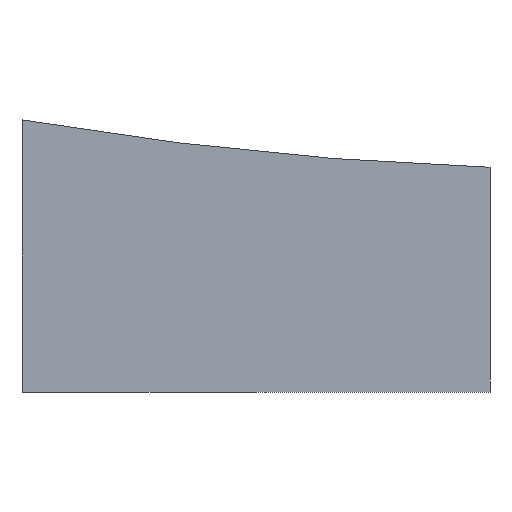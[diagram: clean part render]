
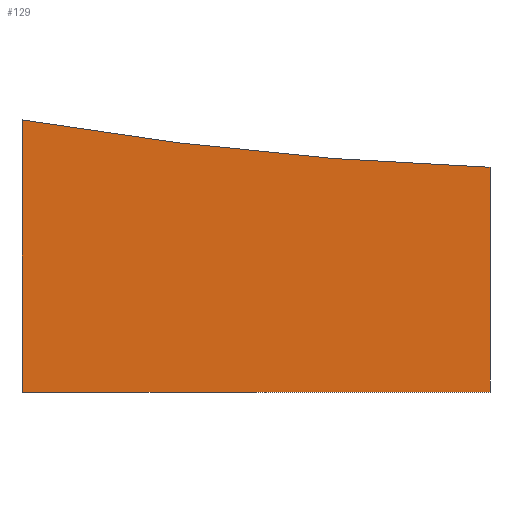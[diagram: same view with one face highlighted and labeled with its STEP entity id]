
A CAD part, front view. The second image highlights one B-rep face of the part: STEP entity #129.
In plain terms, the highlighted planar face has unit normal (0, -1, 0).
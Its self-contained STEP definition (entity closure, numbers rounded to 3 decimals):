
#6 = DIRECTION ( 'NONE',  ( -1., 0., 0. ) ) ;
#14 = VERTEX_POINT ( 'NONE', #156 ) ;
#17 = ORIENTED_EDGE ( 'NONE', *, *, #81, .T. ) ;
#25 = VECTOR ( 'NONE', #56, 1000. ) ;
#29 = CARTESIAN_POINT ( 'NONE',  ( 10., -12.5, -10. ) ) ;
#31 = CARTESIAN_POINT ( 'NONE',  ( -10., -12.5, 10. ) ) ;
#32 = EDGE_CURVE ( 'NONE', #37, #124, #197, .T. ) ;
#35 = CIRCLE ( 'NONE', #143, 149.478 ) ;
#37 = VERTEX_POINT ( 'NONE', #116 ) ;
#50 = DIRECTION ( 'NONE',  ( 0., 0., -1. ) ) ;
#56 = DIRECTION ( 'NONE',  ( 0., 0., -1. ) ) ;
#70 = CARTESIAN_POINT ( 'NONE',  ( 15., -12.5, 149. ) ) ;
#71 = PLANE ( 'NONE',  #85 ) ;
#79 = ORIENTED_EDGE ( 'NONE', *, *, #263, .F. ) ;
#81 = EDGE_CURVE ( 'NONE', #211, #37, #35, .T. ) ;
#85 = AXIS2_PLACEMENT_3D ( 'NONE', #97, #95, #6 ) ;
#94 = CARTESIAN_POINT ( 'NONE',  ( 10., -12.5, 10. ) ) ;
#95 = DIRECTION ( 'NONE',  ( 0., 1., 0. ) ) ;
#97 = CARTESIAN_POINT ( 'NONE',  ( 10., -12.5, 10. ) ) ;
#99 = ORIENTED_EDGE ( 'NONE', *, *, #32, .T. ) ;
#108 = EDGE_CURVE ( 'NONE', #124, #14, #132, .T. ) ;
#112 = FACE_OUTER_BOUND ( 'NONE', #167, .T. ) ;
#116 = CARTESIAN_POINT ( 'NONE',  ( -10., -12.5, 1.627 ) ) ;
#124 = VERTEX_POINT ( 'NONE', #243 ) ;
#129 = ADVANCED_FACE ( 'NONE', ( #112 ), #71, .F. ) ;
#130 = DIRECTION ( 'NONE',  ( 1., 0., 0. ) ) ;
#132 = LINE ( 'NONE', #29, #255 ) ;
#133 = LINE ( 'NONE', #94, #25 ) ;
#142 = ORIENTED_EDGE ( 'NONE', *, *, #108, .T. ) ;
#143 = AXIS2_PLACEMENT_3D ( 'NONE', #70, #154, #176 ) ;
#154 = DIRECTION ( 'NONE',  ( 0., 1., 0. ) ) ;
#156 = CARTESIAN_POINT ( 'NONE',  ( 10., -12.5, -10. ) ) ;
#157 = CARTESIAN_POINT ( 'NONE',  ( 10., -12.5, -0.395 ) ) ;
#167 = EDGE_LOOP ( 'NONE', ( #79, #17, #99, #142 ) ) ;
#176 = DIRECTION ( 'NONE',  ( -1., 0., 0. ) ) ;
#197 = LINE ( 'NONE', #31, #275 ) ;
#211 = VERTEX_POINT ( 'NONE', #157 ) ;
#243 = CARTESIAN_POINT ( 'NONE',  ( -10., -12.5, -10. ) ) ;
#255 = VECTOR ( 'NONE', #130, 1000. ) ;
#263 = EDGE_CURVE ( 'NONE', #211, #14, #133, .T. ) ;
#275 = VECTOR ( 'NONE', #50, 1000. ) ;
